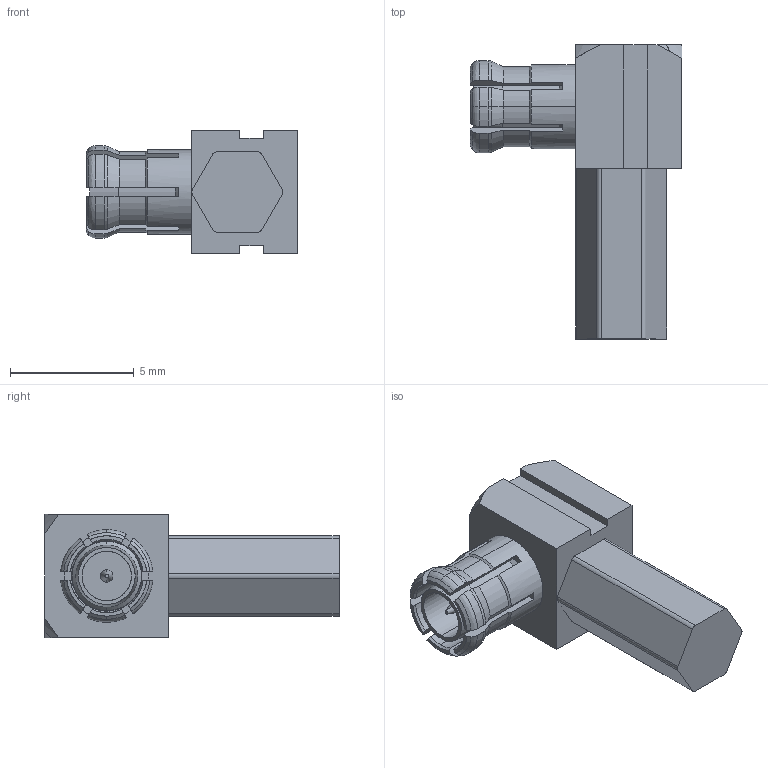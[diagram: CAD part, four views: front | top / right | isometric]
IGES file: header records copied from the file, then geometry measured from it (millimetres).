
Start section: SolidWorks IGES file using analytic representation for surfaces
Global section: file name: R113.182.020H.IGS; native system: SolidWorks 2006 by SolidWorks Corporation; preprocessor: SolidWorks 2006 by SolidWorks Corporation; author: yang_jd; date: 071011.105301; units: millimetre
Bounding box: 8.57 x 11.9 x 5 mm (x, y, z)
Surface area: 343.9 mm2 (no closed solid volume)
Topology: 0 solids, 0 shells, 139 faces, 1034 edges, 1034 vertices
Faces by surface type: revolution 76, bspline 63
